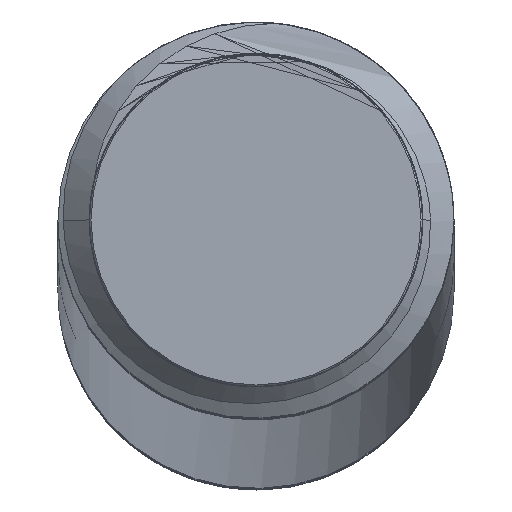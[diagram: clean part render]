
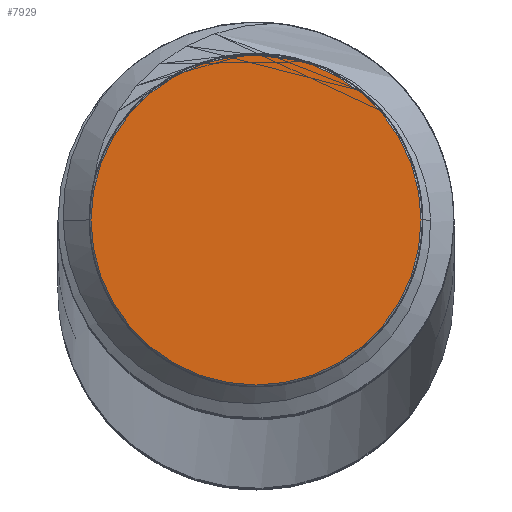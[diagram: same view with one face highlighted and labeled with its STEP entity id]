
A CAD part, top view. The second image highlights one B-rep face of the part: STEP entity #7929.
In plain terms, the highlighted planar face has unit normal (0, 0, 1).
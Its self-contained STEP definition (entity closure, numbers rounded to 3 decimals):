
#926 = AXIS2_PLACEMENT_3D ( 'NONE', #1367, #11212, #3216 ) ;
#1367 = CARTESIAN_POINT ( 'NONE',  ( 0., 0., 625. ) ) ;
#1471 = DIRECTION ( 'NONE',  ( 0., 0., 1. ) ) ;
#1744 = EDGE_CURVE ( 'NONE', #5685, #8310, #6739, .T. ) ;
#2473 = EDGE_LOOP ( 'NONE', ( #9245, #6256 ) ) ;
#3216 = DIRECTION ( 'NONE',  ( 1., 0., 0. ) ) ;
#3630 = DIRECTION ( 'NONE',  ( 0., 0., 1. ) ) ;
#4060 = CARTESIAN_POINT ( 'NONE',  ( 5., 0., 625. ) ) ;
#4121 = DIRECTION ( 'NONE',  ( 1., 0., 0. ) ) ;
#4259 = EDGE_CURVE ( 'NONE', #8310, #5685, #11064, .T. ) ;
#4328 = AXIS2_PLACEMENT_3D ( 'NONE', #7775, #3630, #7897 ) ;
#4839 = PLANE ( 'NONE',  #926 ) ;
#5685 = VERTEX_POINT ( 'NONE', #7733 ) ;
#6256 = ORIENTED_EDGE ( 'NONE', *, *, #4259, .T. ) ;
#6739 = CIRCLE ( 'NONE', #4328, 5. ) ;
#7733 = CARTESIAN_POINT ( 'NONE',  ( -5., 0., 625. ) ) ;
#7775 = CARTESIAN_POINT ( 'NONE',  ( 0., 0., 625. ) ) ;
#7897 = DIRECTION ( 'NONE',  ( 1., 0., 0. ) ) ;
#7929 = ADVANCED_FACE ( 'NONE', ( #10170 ), #4839, .T. ) ;
#8310 = VERTEX_POINT ( 'NONE', #4060 ) ;
#9007 = AXIS2_PLACEMENT_3D ( 'NONE', #10323, #1471, #4121 ) ;
#9245 = ORIENTED_EDGE ( 'NONE', *, *, #1744, .T. ) ;
#10170 = FACE_OUTER_BOUND ( 'NONE', #2473, .T. ) ;
#10323 = CARTESIAN_POINT ( 'NONE',  ( 0., 0., 625. ) ) ;
#11064 = CIRCLE ( 'NONE', #9007, 5. ) ;
#11212 = DIRECTION ( 'NONE',  ( 0., 0., 1. ) ) ;
